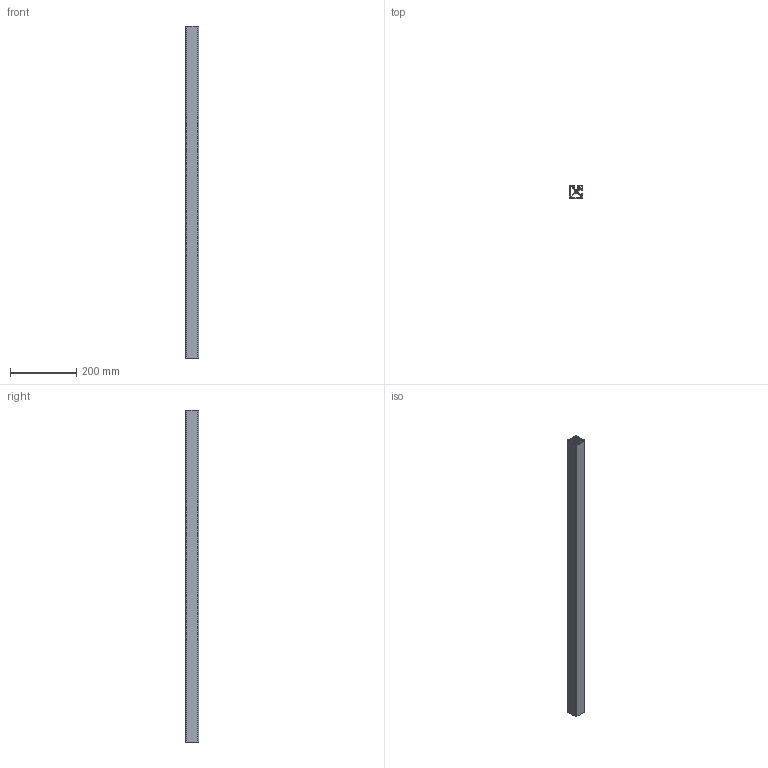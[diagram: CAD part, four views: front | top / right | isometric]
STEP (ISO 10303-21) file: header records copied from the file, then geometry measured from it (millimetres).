
FILE_DESCRIPTION(/* description */ (''),/* implementation_level */ '2;1');
FILE_NAME(/* name */ '10099_KriTec_Profil_8_40x40_2N_90_Eco.stp',/* time_stamp */ '2014-09-02T16:24:56+02:00',/* author */ ('kostic'),/* organization */ (''),/* preprocessor_version */ 'ST-DEVELOPER v15.2',/* originating_system */ 'Autodesk Inventor 2014',/* authorisation */ '');
FILE_SCHEMA (('AUTOMOTIVE_DESIGN { 1 0 10303 214 3 1 1 }'));
Length unit declared in the file: millimetre
Products named in the file (1): 10099_KriTec_Profil_8_40x40_2N_90_Eco
Bounding box: 40 x 40 x 1000 mm (x, y, z)
Volume: 487270.7 mm3; surface area: 494130 mm2
Topology: 1 solids, 1 shells, 141 faces, 417 edges, 278 vertices
Faces by surface type: cylinder 85, plane 56
Full cylindrical faces by diameter (mm): 6.8 x1
Entity records: 4817 total; most frequent: DIRECTION 870, CARTESIAN_POINT 836, ORIENTED_EDGE 832, EDGE_CURVE 416, AXIS2_PLACEMENT_3D 312, VERTEX_POINT 278, LINE 246, VECTOR 246
